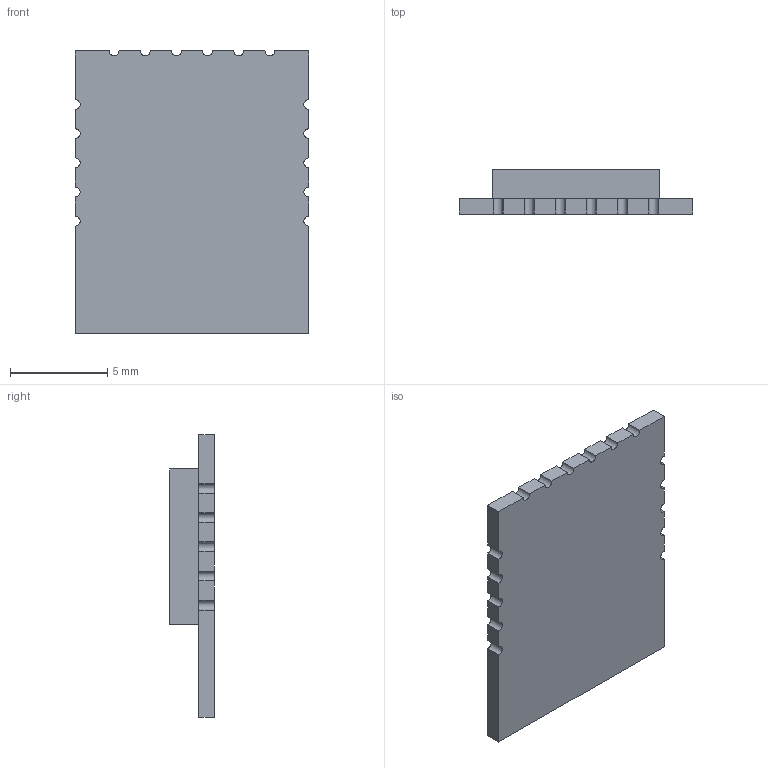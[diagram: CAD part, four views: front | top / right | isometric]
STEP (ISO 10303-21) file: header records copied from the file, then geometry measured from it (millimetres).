
FILE_DESCRIPTION (( 'STEP AP214' ), '1' );
FILE_NAME ('DX-BT24-S植儂 泂え遴.STEP', '2024-12-18T02:22:58', ( '' ), ( '' ), 'SwSTEP 2.0', 'SolidWorks 2022', '' );
FILE_SCHEMA (( 'AUTOMOTIVE_DESIGN' ));
Length unit declared in the file: millimetre
Products named in the file (1): DX-BT24-S植儂 泂え遴
Bounding box: 12 x 2.3 x 14.5 mm (x, y, z)
Volume: 241.3 mm3; surface area: 440.7 mm2
Topology: 1 solids, 1 shells, 43 faces, 120 edges, 80 vertices
Faces by surface type: plane 27, cylinder 16
Entity records: 1420 total; most frequent: CARTESIAN_POINT 244, ORIENTED_EDGE 240, DIRECTION 240, EDGE_CURVE 120, VECTOR 88, LINE 88, VERTEX_POINT 80, AXIS2_PLACEMENT_3D 76
